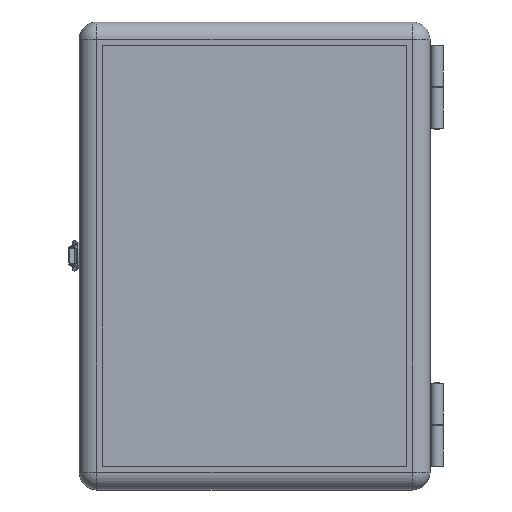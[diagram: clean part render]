
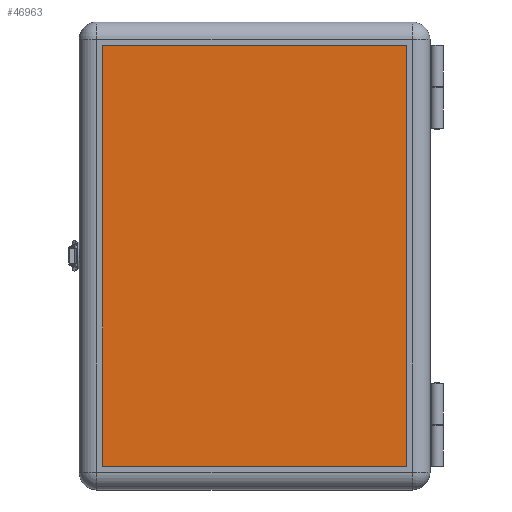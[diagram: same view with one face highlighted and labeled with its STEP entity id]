
A CAD part, top view. The second image highlights one B-rep face of the part: STEP entity #46963.
In plain terms, the highlighted face is planar.
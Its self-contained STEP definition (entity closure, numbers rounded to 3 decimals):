
#12862 = VERTEX_POINT ( 'NONE', #36499 ) ;
#12872 = VERTEX_POINT ( 'NONE', #36509 ) ;
#12874 = VERTEX_POINT ( 'NONE', #36511 ) ;
#36499 = CARTESIAN_POINT ( 'NONE',  ( 130., -180., 0. ) ) ;
#36509 = CARTESIAN_POINT ( 'NONE',  ( -130., 180., 0. ) ) ;
#36511 = CARTESIAN_POINT ( 'NONE',  ( 130., 180., 0. ) ) ;
#37325 = VECTOR ( 'NONE', #38847, 1000. ) ;
#37425 = VECTOR ( 'NONE', #38857, 1000. ) ;
#37430 = VECTOR ( 'NONE', #38873, 1000. ) ;
#37431 = VECTOR ( 'NONE', #38876, 1000. ) ;
#38845 = LINE ( 'NONE', #38846, #37325 ) ;
#38846 = CARTESIAN_POINT ( 'NONE',  ( -135., -180., 0. ) ) ;
#38847 = DIRECTION ( 'NONE',  ( 1., 0., 0. ) ) ;
#38848 = LINE ( 'NONE', #38856, #37425 ) ;
#38856 = CARTESIAN_POINT ( 'NONE',  ( -130., -185., 0. ) ) ;
#38857 = DIRECTION ( 'NONE',  ( 0., -1., 0. ) ) ;
#38862 = LINE ( 'NONE', #38871, #37430 ) ;
#38866 = LINE ( 'NONE', #38874, #37431 ) ;
#38871 = CARTESIAN_POINT ( 'NONE',  ( -135., 180., 0. ) ) ;
#38873 = DIRECTION ( 'NONE',  ( -1., 0., 0. ) ) ;
#38874 = CARTESIAN_POINT ( 'NONE',  ( 130., -185., 0. ) ) ;
#38876 = DIRECTION ( 'NONE',  ( 0., 1., 0. ) ) ;
#39431 = CARTESIAN_POINT ( 'NONE',  ( -135., -185., 0. ) ) ;
#39439 = FACE_OUTER_BOUND ( 'NONE', #47376, .T. ) ;
#39440 = PLANE ( 'NONE',  #39849 ) ;
#39442 = DIRECTION ( 'NONE',  ( 0., 0., 1. ) ) ;
#39443 = DIRECTION ( 'NONE',  ( 1., 0., 0. ) ) ;
#39849 = AXIS2_PLACEMENT_3D ( 'NONE', #39431, #39442, #39443 ) ;
#40781 = CARTESIAN_POINT ( 'NONE',  ( -130., -180., 0. ) ) ;
#46809 = EDGE_CURVE ( 'NONE', #47611, #12862, #38845, .T. ) ;
#46813 = EDGE_CURVE ( 'NONE', #12872, #47611, #38848, .T. ) ;
#46818 = EDGE_CURVE ( 'NONE', #12874, #12872, #38862, .T. ) ;
#46819 = EDGE_CURVE ( 'NONE', #12862, #12874, #38866, .T. ) ;
#46963 = ADVANCED_FACE ( 'NONE', ( #39439 ), #39440, .F. ) ;
#47376 = EDGE_LOOP ( 'NONE', ( #48552, #48554, #48556, #48558 ) ) ;
#47611 = VERTEX_POINT ( 'NONE', #40781 ) ;
#48552 = ORIENTED_EDGE ( 'NONE', *, *, #46819, .F. ) ;
#48554 = ORIENTED_EDGE ( 'NONE', *, *, #46809, .F. ) ;
#48556 = ORIENTED_EDGE ( 'NONE', *, *, #46813, .F. ) ;
#48558 = ORIENTED_EDGE ( 'NONE', *, *, #46818, .F. ) ;
